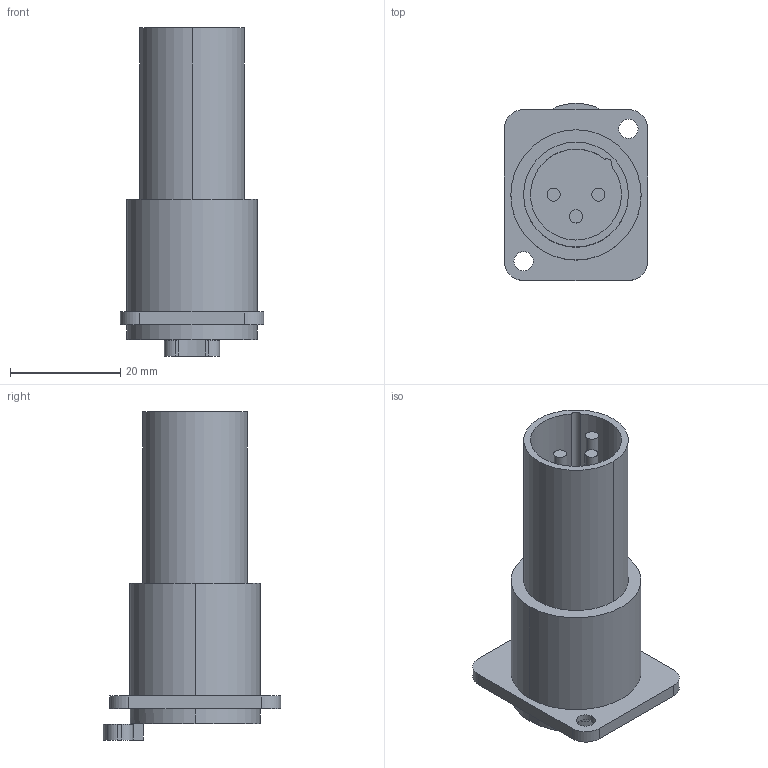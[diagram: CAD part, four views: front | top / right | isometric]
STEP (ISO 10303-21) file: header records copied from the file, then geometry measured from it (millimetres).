
FILE_DESCRIPTION((''),'2;1');
FILE_NAME('D-NA3FDM','2009-07-27T',('odo'),(''),'PRO/ENGINEER BY PARAMETRIC TECHNOLOGY CORPORATION, 2007460','PRO/ENGINEER BY PARAMETRIC TECHNOLOGY CORPORATION, 2007460','');
FILE_SCHEMA(('CONFIG_CONTROL_DESIGN'));
Length unit declared in the file: millimetre
Products named in the file (1): D-NA3FDM
Bounding box: 26 x 32.12 x 59.5 mm (x, y, z)
Volume: 16420.9 mm3; surface area: 8411.3 mm2
Topology: 1 solids, 1 shells, 67 faces, 158 edges, 104 vertices
Faces by surface type: cylinder 37, plane 26, cone 4
Entity records: 2008 total; most frequent: DIRECTION 374, CARTESIAN_POINT 329, ORIENTED_EDGE 316, EDGE_CURVE 158, AXIS2_PLACEMENT_3D 149, VERTEX_POINT 104, EDGE_LOOP 82, CIRCLE 82
